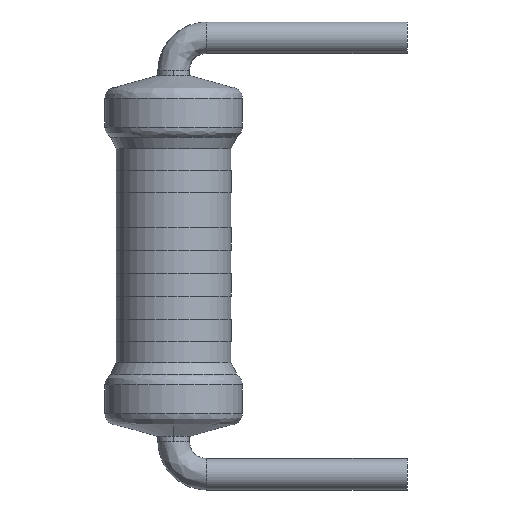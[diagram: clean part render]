
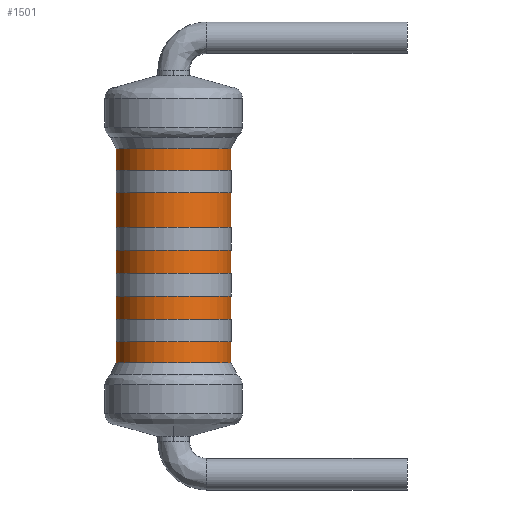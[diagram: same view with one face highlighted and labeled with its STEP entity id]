
A CAD part, front view. The second image highlights one B-rep face of the part: STEP entity #1501.
In plain terms, the highlighted cylindrical face has radius 1 mm (diameter 2 mm), a partial arc.
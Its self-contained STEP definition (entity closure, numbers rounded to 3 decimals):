
#48 = ORIENTED_EDGE ( 'NONE', *, *, #618, .T. ) ;
#55 = EDGE_CURVE ( 'NONE', #361, #542, #2630, .T. ) ;
#104 = CYLINDRICAL_SURFACE ( 'NONE', #1662, 1. ) ;
#302 = VERTEX_POINT ( 'NONE', #2013 ) ;
#361 = VERTEX_POINT ( 'NONE', #821 ) ;
#367 = FACE_OUTER_BOUND ( 'NONE', #2365, .T. ) ;
#516 = EDGE_CURVE ( 'NONE', #302, #2018, #1060, .T. ) ;
#540 = CARTESIAN_POINT ( 'NONE',  ( -1., 0., -2.95 ) ) ;
#542 = VERTEX_POINT ( 'NONE', #1321 ) ;
#618 = EDGE_CURVE ( 'NONE', #2018, #361, #2667, .T. ) ;
#751 = CARTESIAN_POINT ( 'NONE',  ( 1., 0., -1.86 ) ) ;
#763 = DIRECTION ( 'NONE',  ( 0., 0., 1. ) ) ;
#821 = CARTESIAN_POINT ( 'NONE',  ( 1., 0., 1.87 ) ) ;
#919 = CARTESIAN_POINT ( 'NONE',  ( 0., 0., -1.86 ) ) ;
#1060 = CIRCLE ( 'NONE', #1220, 1. ) ;
#1084 = VECTOR ( 'NONE', #763, 1000. ) ;
#1118 = DIRECTION ( 'NONE',  ( 1., 0., 0. ) ) ;
#1127 = CARTESIAN_POINT ( 'NONE',  ( 1., 0., -2.95 ) ) ;
#1191 = DIRECTION ( 'NONE',  ( 1., 0., 0. ) ) ;
#1220 = AXIS2_PLACEMENT_3D ( 'NONE', #919, #2360, #1118 ) ;
#1223 = ORIENTED_EDGE ( 'NONE', *, *, #516, .T. ) ;
#1321 = CARTESIAN_POINT ( 'NONE',  ( -1., 0., 1.87 ) ) ;
#1335 = DIRECTION ( 'NONE',  ( 0., 0., 1. ) ) ;
#1403 = CARTESIAN_POINT ( 'NONE',  ( 0., 0., 1.87 ) ) ;
#1433 = DIRECTION ( 'NONE',  ( 0., 0., 1. ) ) ;
#1469 = ORIENTED_EDGE ( 'NONE', *, *, #1967, .F. ) ;
#1501 = ADVANCED_FACE ( 'NONE', ( #367 ), #104, .T. ) ;
#1639 = LINE ( 'NONE', #540, #1084 ) ;
#1641 = CARTESIAN_POINT ( 'NONE',  ( 0., 0., -2.95 ) ) ;
#1651 = DIRECTION ( 'NONE',  ( 1., 0., 0. ) ) ;
#1662 = AXIS2_PLACEMENT_3D ( 'NONE', #1641, #1433, #1651 ) ;
#1797 = ORIENTED_EDGE ( 'NONE', *, *, #55, .T. ) ;
#1967 = EDGE_CURVE ( 'NONE', #302, #542, #1639, .T. ) ;
#2013 = CARTESIAN_POINT ( 'NONE',  ( -1., 0., -1.86 ) ) ;
#2018 = VERTEX_POINT ( 'NONE', #751 ) ;
#2360 = DIRECTION ( 'NONE',  ( 0., 0., 1. ) ) ;
#2365 = EDGE_LOOP ( 'NONE', ( #1469, #1223, #48, #1797 ) ) ;
#2403 = AXIS2_PLACEMENT_3D ( 'NONE', #1403, #2446, #1191 ) ;
#2446 = DIRECTION ( 'NONE',  ( 0., 0., -1. ) ) ;
#2602 = VECTOR ( 'NONE', #1335, 1000. ) ;
#2630 = CIRCLE ( 'NONE', #2403, 1. ) ;
#2667 = LINE ( 'NONE', #1127, #2602 ) ;
